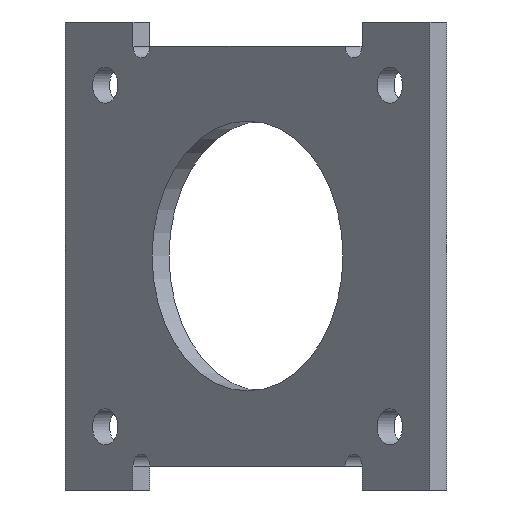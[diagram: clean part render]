
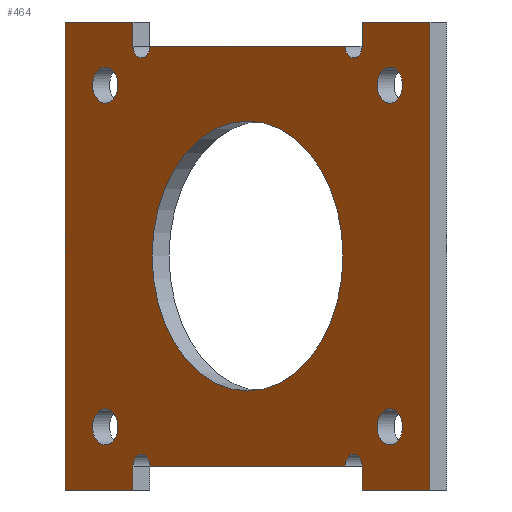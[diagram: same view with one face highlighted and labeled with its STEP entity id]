
A CAD part, front view. The second image highlights one B-rep face of the part: STEP entity #464.
In plain terms, the highlighted planar face has unit normal (-0.707, -0.707, 0).
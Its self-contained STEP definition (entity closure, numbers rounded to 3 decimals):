
#20=FACE_BOUND('',#89,.T.);
#21=FACE_BOUND('',#90,.T.);
#22=FACE_BOUND('',#91,.T.);
#23=FACE_BOUND('',#92,.T.);
#24=FACE_BOUND('',#93,.T.);
#38=PLANE('',#518);
#60=FACE_OUTER_BOUND('',#88,.T.);
#88=EDGE_LOOP('',(#409,#410,#411,#412,#413,#414,#415,#416,#417,#418,#419,
#420,#421,#422,#423,#424));
#89=EDGE_LOOP('',(#425));
#90=EDGE_LOOP('',(#426));
#91=EDGE_LOOP('',(#427));
#92=EDGE_LOOP('',(#428));
#93=EDGE_LOOP('',(#429));
#99=LINE('',#678,#144);
#104=LINE('',#692,#149);
#107=LINE('',#698,#152);
#110=LINE('',#704,#155);
#113=LINE('',#710,#158);
#116=LINE('',#716,#161);
#120=LINE('',#728,#165);
#124=LINE('',#740,#169);
#127=LINE('',#746,#172);
#130=LINE('',#752,#175);
#133=LINE('',#758,#178);
#136=LINE('',#764,#181);
#144=VECTOR('',#553,10.);
#149=VECTOR('',#566,10.);
#152=VECTOR('',#571,10.);
#155=VECTOR('',#576,10.);
#158=VECTOR('',#581,10.);
#161=VECTOR('',#586,10.);
#165=VECTOR('',#598,10.);
#169=VECTOR('',#610,10.);
#172=VECTOR('',#615,10.);
#175=VECTOR('',#620,10.);
#178=VECTOR('',#625,10.);
#181=VECTOR('',#630,10.);
#185=CIRCLE('',#481,1.5);
#187=CIRCLE('',#484,1.5);
#189=CIRCLE('',#487,1.5);
#192=CIRCLE('',#491,11.25);
#193=CIRCLE('',#494,1.);
#195=CIRCLE('',#502,1.);
#197=CIRCLE('',#506,1.);
#199=CIRCLE('',#514,1.);
#202=CIRCLE('',#519,1.5);
#203=VERTEX_POINT('',#652);
#205=VERTEX_POINT('',#658);
#207=VERTEX_POINT('',#664);
#210=VERTEX_POINT('',#672);
#211=VERTEX_POINT('',#676);
#212=VERTEX_POINT('',#677);
#215=VERTEX_POINT('',#685);
#217=VERTEX_POINT('',#691);
#219=VERTEX_POINT('',#697);
#221=VERTEX_POINT('',#703);
#223=VERTEX_POINT('',#709);
#225=VERTEX_POINT('',#715);
#227=VERTEX_POINT('',#721);
#229=VERTEX_POINT('',#727);
#231=VERTEX_POINT('',#733);
#233=VERTEX_POINT('',#739);
#235=VERTEX_POINT('',#745);
#237=VERTEX_POINT('',#751);
#239=VERTEX_POINT('',#757);
#241=VERTEX_POINT('',#763);
#244=VERTEX_POINT('',#775);
#245=EDGE_CURVE('',#203,#203,#185,.T.);
#248=EDGE_CURVE('',#205,#205,#187,.T.);
#251=EDGE_CURVE('',#207,#207,#189,.T.);
#256=EDGE_CURVE('',#210,#210,#192,.T.);
#257=EDGE_CURVE('',#211,#212,#99,.T.);
#261=EDGE_CURVE('',#212,#215,#193,.T.);
#264=EDGE_CURVE('',#217,#215,#104,.T.);
#267=EDGE_CURVE('',#217,#219,#107,.T.);
#270=EDGE_CURVE('',#219,#221,#110,.T.);
#273=EDGE_CURVE('',#221,#223,#113,.T.);
#276=EDGE_CURVE('',#225,#223,#116,.T.);
#279=EDGE_CURVE('',#225,#227,#195,.T.);
#282=EDGE_CURVE('',#227,#229,#120,.T.);
#285=EDGE_CURVE('',#229,#231,#197,.T.);
#288=EDGE_CURVE('',#233,#231,#124,.T.);
#291=EDGE_CURVE('',#233,#235,#127,.T.);
#294=EDGE_CURVE('',#235,#237,#130,.T.);
#297=EDGE_CURVE('',#237,#239,#133,.T.);
#300=EDGE_CURVE('',#241,#239,#136,.T.);
#303=EDGE_CURVE('',#241,#211,#199,.T.);
#306=EDGE_CURVE('',#244,#244,#202,.T.);
#409=ORIENTED_EDGE('',*,*,#303,.T.);
#410=ORIENTED_EDGE('',*,*,#257,.T.);
#411=ORIENTED_EDGE('',*,*,#261,.T.);
#412=ORIENTED_EDGE('',*,*,#264,.F.);
#413=ORIENTED_EDGE('',*,*,#267,.T.);
#414=ORIENTED_EDGE('',*,*,#270,.T.);
#415=ORIENTED_EDGE('',*,*,#273,.T.);
#416=ORIENTED_EDGE('',*,*,#276,.F.);
#417=ORIENTED_EDGE('',*,*,#279,.T.);
#418=ORIENTED_EDGE('',*,*,#282,.T.);
#419=ORIENTED_EDGE('',*,*,#285,.T.);
#420=ORIENTED_EDGE('',*,*,#288,.F.);
#421=ORIENTED_EDGE('',*,*,#291,.T.);
#422=ORIENTED_EDGE('',*,*,#294,.T.);
#423=ORIENTED_EDGE('',*,*,#297,.T.);
#424=ORIENTED_EDGE('',*,*,#300,.F.);
#425=ORIENTED_EDGE('',*,*,#306,.F.);
#426=ORIENTED_EDGE('',*,*,#245,.T.);
#427=ORIENTED_EDGE('',*,*,#248,.T.);
#428=ORIENTED_EDGE('',*,*,#251,.T.);
#429=ORIENTED_EDGE('',*,*,#256,.T.);
#464=ADVANCED_FACE('',(#60,#20,#21,#22,#23,#24),#38,.F.);
#481=AXIS2_PLACEMENT_3D('',#653,#525,#526);
#484=AXIS2_PLACEMENT_3D('',#659,#532,#533);
#487=AXIS2_PLACEMENT_3D('',#665,#539,#540);
#491=AXIS2_PLACEMENT_3D('',#674,#549,#550);
#494=AXIS2_PLACEMENT_3D('',#686,#559,#560);
#502=AXIS2_PLACEMENT_3D('',#722,#591,#592);
#506=AXIS2_PLACEMENT_3D('',#734,#603,#604);
#514=AXIS2_PLACEMENT_3D('',#769,#635,#636);
#518=AXIS2_PLACEMENT_3D('',#774,#643,#644);
#519=AXIS2_PLACEMENT_3D('',#776,#645,#646);
#525=DIRECTION('center_axis',(0.707,0.707,0.));
#526=DIRECTION('ref_axis',(-0.707,0.707,0.));
#532=DIRECTION('center_axis',(0.707,0.707,0.));
#533=DIRECTION('ref_axis',(-0.707,0.707,0.));
#539=DIRECTION('center_axis',(0.707,0.707,0.));
#540=DIRECTION('ref_axis',(-0.707,0.707,0.));
#549=DIRECTION('center_axis',(0.707,0.707,0.));
#550=DIRECTION('ref_axis',(-0.707,0.707,0.));
#553=DIRECTION('',(0.707,-0.707,0.));
#559=DIRECTION('center_axis',(0.707,0.707,0.));
#560=DIRECTION('ref_axis',(-0.707,0.707,0.));
#566=DIRECTION('',(0.,0.,1.));
#571=DIRECTION('',(0.707,-0.707,0.));
#576=DIRECTION('',(0.,0.,1.));
#581=DIRECTION('',(-0.707,0.707,0.));
#586=DIRECTION('',(0.,0.,1.));
#591=DIRECTION('center_axis',(0.707,0.707,0.));
#592=DIRECTION('ref_axis',(0.707,-0.707,0.));
#598=DIRECTION('',(-0.707,0.707,0.));
#603=DIRECTION('center_axis',(0.707,0.707,0.));
#604=DIRECTION('ref_axis',(0.707,-0.707,0.));
#610=DIRECTION('',(0.,0.,-1.));
#615=DIRECTION('',(-0.707,0.707,0.));
#620=DIRECTION('',(0.,0.,-1.));
#625=DIRECTION('',(0.707,-0.707,0.));
#630=DIRECTION('',(0.,0.,-1.));
#635=DIRECTION('center_axis',(0.707,0.707,0.));
#636=DIRECTION('ref_axis',(-0.707,0.707,0.));
#643=DIRECTION('center_axis',(0.707,0.707,0.));
#644=DIRECTION('ref_axis',(-0.707,0.707,0.));
#645=DIRECTION('center_axis',(-0.707,-0.707,0.));
#646=DIRECTION('ref_axis',(-0.707,0.707,0.));
#652=CARTESIAN_POINT('',(-2924.,2531.926,-1.263));
#653=CARTESIAN_POINT('Origin',(-2925.061,2532.987,-1.263));
#658=CARTESIAN_POINT('',(-2900.281,2508.206,-1.263));
#659=CARTESIAN_POINT('Origin',(-2901.342,2509.267,-1.263));
#664=CARTESIAN_POINT('',(-2900.281,2508.206,-29.737));
#665=CARTESIAN_POINT('Origin',(-2901.341,2509.267,-29.737));
#672=CARTESIAN_POINT('',(-2905.246,2513.172,-15.5));
#674=CARTESIAN_POINT('Origin',(-2913.201,2521.127,-15.5));
#676=CARTESIAN_POINT('',(-2921.333,2529.259,-33.));
#677=CARTESIAN_POINT('',(-2905.07,2512.995,-33.));
#678=CARTESIAN_POINT('',(-2921.333,2529.259,-33.));
#685=CARTESIAN_POINT('',(-2903.655,2511.581,-33.));
#686=CARTESIAN_POINT('Origin',(-2904.362,2512.288,-33.));
#691=CARTESIAN_POINT('',(-2903.655,2511.581,-35.));
#692=CARTESIAN_POINT('',(-2903.655,2511.581,-35.));
#697=CARTESIAN_POINT('',(-2897.998,2505.924,-35.));
#698=CARTESIAN_POINT('',(-2903.655,2511.581,-35.));
#703=CARTESIAN_POINT('',(-2897.998,2505.924,4.));
#704=CARTESIAN_POINT('',(-2897.998,2505.924,-35.));
#709=CARTESIAN_POINT('',(-2903.655,2511.581,4.));
#710=CARTESIAN_POINT('',(-2897.998,2505.924,4.));
#715=CARTESIAN_POINT('',(-2903.655,2511.581,2.));
#716=CARTESIAN_POINT('',(-2903.655,2511.581,2.));
#721=CARTESIAN_POINT('',(-2905.07,2512.995,2.));
#722=CARTESIAN_POINT('Origin',(-2904.362,2512.288,2.));
#727=CARTESIAN_POINT('',(-2921.333,2529.259,2.));
#728=CARTESIAN_POINT('',(-2905.07,2512.995,2.));
#733=CARTESIAN_POINT('',(-2922.747,2530.673,2.));
#734=CARTESIAN_POINT('Origin',(-2922.04,2529.966,2.));
#739=CARTESIAN_POINT('',(-2922.747,2530.673,4.));
#740=CARTESIAN_POINT('',(-2922.747,2530.673,4.));
#745=CARTESIAN_POINT('',(-2928.404,2536.33,4.));
#746=CARTESIAN_POINT('',(-2922.747,2530.673,4.));
#751=CARTESIAN_POINT('',(-2928.404,2536.33,-35.));
#752=CARTESIAN_POINT('',(-2928.404,2536.33,4.));
#757=CARTESIAN_POINT('',(-2922.747,2530.673,-35.));
#758=CARTESIAN_POINT('',(-2928.404,2536.33,-35.));
#763=CARTESIAN_POINT('',(-2922.747,2530.673,-33.));
#764=CARTESIAN_POINT('',(-2922.747,2530.673,-33.));
#769=CARTESIAN_POINT('Origin',(-2922.04,2529.966,-33.));
#774=CARTESIAN_POINT('Origin',(-2220.804,1828.73,-536.865));
#775=CARTESIAN_POINT('',(-2924.,2531.926,-29.737));
#776=CARTESIAN_POINT('Origin',(-2925.061,2532.987,-29.737));
